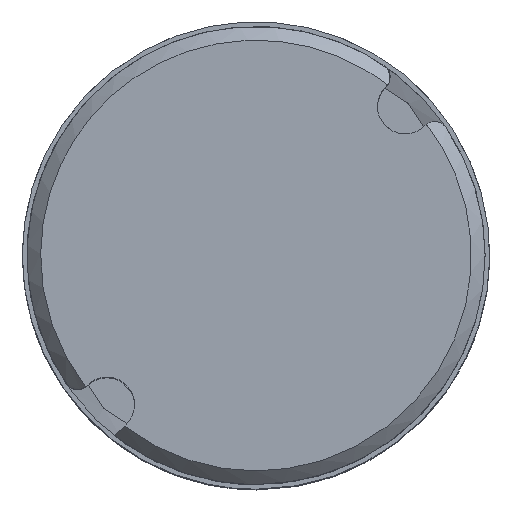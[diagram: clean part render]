
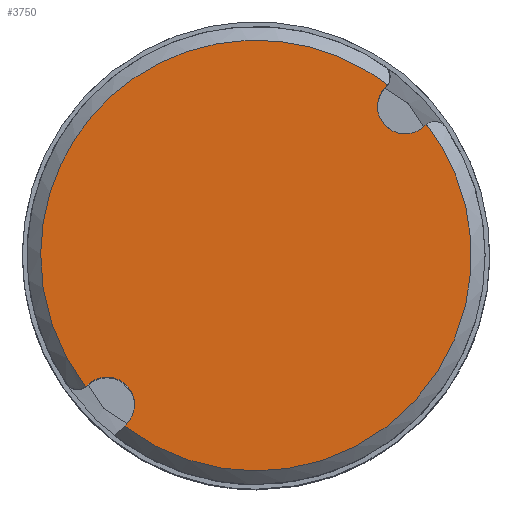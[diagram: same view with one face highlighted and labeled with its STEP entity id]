
A CAD part, top view. The second image highlights one B-rep face of the part: STEP entity #3750.
In plain terms, the highlighted free-form (B-spline) face has degree [1, 1] with [2, 2] control points.
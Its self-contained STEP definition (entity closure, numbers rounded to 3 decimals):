
#3637=CARTESIAN_POINT('',(4.7,4.7,0.));
#3638=CARTESIAN_POINT('',(4.7,-4.7,0.));
#3639=CARTESIAN_POINT('',(-4.7,4.7,0.));
#3640=CARTESIAN_POINT('',(-4.7,-4.7,0.));
#3641=B_SPLINE_SURFACE_WITH_KNOTS('',1,1,((#3637,#3638),(#3639,#3640)),.PLANE_SURF.,.F.,.F.,.U.,(2,2),(2,2),(0.03,0.97),(0.03,0.97),.UNSPECIFIED.);
#3642=CARTESIAN_POINT('',(3.686,2.838,0.));
#3643=VERTEX_POINT('',#3642);
#3644=CARTESIAN_POINT('',(3.723,2.869,0.));
#3645=VERTEX_POINT('',#3644);
#3646=CARTESIAN_POINT('',(3.686,2.838,0.));
#3647=CARTESIAN_POINT('',(3.703,2.855,0.));
#3648=CARTESIAN_POINT('',(3.723,2.869,0.));
#3649=(BOUNDED_CURVE()B_SPLINE_CURVE(2,(#3646,#3647,#3648),.UNSPECIFIED.,.F.,.U.)B_SPLINE_CURVE_WITH_KNOTS((3,3),(0.,0.101),.UNSPECIFIED.)CURVE()GEOMETRIC_REPRESENTATION_ITEM()RATIONAL_B_SPLINE_CURVE((1.,0.963,0.934))REPRESENTATION_ITEM(''));
#3650=EDGE_CURVE('',#3643,#3645,#3649,.T.);
#3651=ORIENTED_EDGE('',*,*,#3650,.F.);
#3652=CARTESIAN_POINT('',(3.677,2.828,0.));
#3653=VERTEX_POINT('',#3652);
#3654=CARTESIAN_POINT('',(3.677,2.828,0.));
#3655=CARTESIAN_POINT('',(3.686,2.838,0.));
#3656=B_SPLINE_CURVE_WITH_KNOTS('',1,(#3654,#3655),.POLYLINE_FORM.,.F.,.U.,(2,2),(0.622,0.636),.UNSPECIFIED.);
#3657=EDGE_CURVE('',#3653,#3643,#3656,.T.);
#3658=ORIENTED_EDGE('',*,*,#3657,.F.);
#3659=CARTESIAN_POINT('',(2.828,2.828,0.));
#3660=VERTEX_POINT('',#3659);
#3661=CARTESIAN_POINT('',(2.828,2.828,0.));
#3662=CARTESIAN_POINT('',(3.253,2.404,0.));
#3663=CARTESIAN_POINT('',(3.677,2.828,0.));
#3664=(BOUNDED_CURVE()B_SPLINE_CURVE(2,(#3661,#3662,#3663),.CIRCULAR_ARC.,.F.,.U.)B_SPLINE_CURVE_WITH_KNOTS((3,3),(0.,1.),.UNSPECIFIED.)CURVE()GEOMETRIC_REPRESENTATION_ITEM()RATIONAL_B_SPLINE_CURVE((1.,0.707,1.))REPRESENTATION_ITEM(''));
#3665=EDGE_CURVE('',#3660,#3653,#3664,.T.);
#3666=ORIENTED_EDGE('',*,*,#3665,.F.);
#3667=CARTESIAN_POINT('',(2.828,3.677,0.));
#3668=VERTEX_POINT('',#3667);
#3669=CARTESIAN_POINT('',(2.828,3.677,0.));
#3670=CARTESIAN_POINT('',(2.404,3.253,0.));
#3671=CARTESIAN_POINT('',(2.828,2.828,0.));
#3672=(BOUNDED_CURVE()B_SPLINE_CURVE(2,(#3669,#3670,#3671),.CIRCULAR_ARC.,.F.,.U.)B_SPLINE_CURVE_WITH_KNOTS((3,3),(0.,1.),.UNSPECIFIED.)CURVE()GEOMETRIC_REPRESENTATION_ITEM()RATIONAL_B_SPLINE_CURVE((1.,0.707,1.))REPRESENTATION_ITEM(''));
#3673=EDGE_CURVE('',#3668,#3660,#3672,.T.);
#3674=ORIENTED_EDGE('',*,*,#3673,.F.);
#3675=CARTESIAN_POINT('',(2.838,3.686,0.));
#3676=VERTEX_POINT('',#3675);
#3677=CARTESIAN_POINT('',(2.838,3.686,0.));
#3678=CARTESIAN_POINT('',(2.828,3.677,0.));
#3679=B_SPLINE_CURVE_WITH_KNOTS('',1,(#3677,#3678),.POLYLINE_FORM.,.F.,.U.,(2,2),(0.364,0.378),.UNSPECIFIED.);
#3680=EDGE_CURVE('',#3676,#3668,#3679,.T.);
#3681=ORIENTED_EDGE('',*,*,#3680,.F.);
#3682=CARTESIAN_POINT('',(2.869,3.723,0.));
#3683=VERTEX_POINT('',#3682);
#3684=CARTESIAN_POINT('',(2.838,3.686,0.));
#3685=CARTESIAN_POINT('',(2.855,3.703,0.));
#3686=CARTESIAN_POINT('',(2.869,3.723,0.));
#3687=(BOUNDED_CURVE()B_SPLINE_CURVE(2,(#3684,#3685,#3686),.UNSPECIFIED.,.F.,.U.)B_SPLINE_CURVE_WITH_KNOTS((3,3),(0.,0.101),.UNSPECIFIED.)CURVE()GEOMETRIC_REPRESENTATION_ITEM()RATIONAL_B_SPLINE_CURVE((1.,0.963,0.934))REPRESENTATION_ITEM(''));
#3688=EDGE_CURVE('',#3676,#3683,#3687,.T.);
#3689=ORIENTED_EDGE('',*,*,#3688,.T.);
#3690=CARTESIAN_POINT('',(-3.723,-2.869,0.));
#3691=VERTEX_POINT('',#3690);
#3692=CARTESIAN_POINT('',(-3.723,-2.869,0.));
#3693=CARTESIAN_POINT('',(-6.244,0.403,0.));
#3694=CARTESIAN_POINT('',(-3.323,3.323,0.));
#3695=CARTESIAN_POINT('',(-0.403,6.244,0.));
#3696=CARTESIAN_POINT('',(2.869,3.723,0.));
#3697=(BOUNDED_CURVE()B_SPLINE_CURVE(2,(#3692,#3693,#3694,#3695,#3696),.CIRCULAR_ARC.,.F.,.U.)B_SPLINE_CURVE_WITH_KNOTS((3,2,3),(0.,0.5,1.),.UNSPECIFIED.)CURVE()GEOMETRIC_REPRESENTATION_ITEM()RATIONAL_B_SPLINE_CURVE((1.,0.751,1.,0.751,1.))REPRESENTATION_ITEM(''));
#3698=EDGE_CURVE('',#3691,#3683,#3697,.T.);
#3699=ORIENTED_EDGE('',*,*,#3698,.F.);
#3700=CARTESIAN_POINT('',(-3.686,-2.838,0.));
#3701=VERTEX_POINT('',#3700);
#3702=CARTESIAN_POINT('',(-3.686,-2.838,0.));
#3703=CARTESIAN_POINT('',(-3.703,-2.855,0.));
#3704=CARTESIAN_POINT('',(-3.723,-2.869,0.));
#3705=(BOUNDED_CURVE()B_SPLINE_CURVE(2,(#3702,#3703,#3704),.UNSPECIFIED.,.F.,.U.)B_SPLINE_CURVE_WITH_KNOTS((3,3),(0.,0.101),.UNSPECIFIED.)CURVE()GEOMETRIC_REPRESENTATION_ITEM()RATIONAL_B_SPLINE_CURVE((1.,0.963,0.934))REPRESENTATION_ITEM(''));
#3706=EDGE_CURVE('',#3701,#3691,#3705,.T.);
#3707=ORIENTED_EDGE('',*,*,#3706,.F.);
#3708=CARTESIAN_POINT('',(-3.677,-2.828,0.));
#3709=VERTEX_POINT('',#3708);
#3710=CARTESIAN_POINT('',(-3.677,-2.828,0.));
#3711=CARTESIAN_POINT('',(-3.686,-2.838,0.));
#3712=B_SPLINE_CURVE_WITH_KNOTS('',1,(#3710,#3711),.POLYLINE_FORM.,.F.,.U.,(2,2),(0.622,0.636),.UNSPECIFIED.);
#3713=EDGE_CURVE('',#3709,#3701,#3712,.T.);
#3714=ORIENTED_EDGE('',*,*,#3713,.F.);
#3715=CARTESIAN_POINT('',(-2.828,-2.828,0.));
#3716=VERTEX_POINT('',#3715);
#3717=CARTESIAN_POINT('',(-2.828,-2.828,0.));
#3718=CARTESIAN_POINT('',(-3.253,-2.404,0.));
#3719=CARTESIAN_POINT('',(-3.677,-2.828,0.));
#3720=(BOUNDED_CURVE()B_SPLINE_CURVE(2,(#3717,#3718,#3719),.CIRCULAR_ARC.,.F.,.U.)B_SPLINE_CURVE_WITH_KNOTS((3,3),(0.,1.),.UNSPECIFIED.)CURVE()GEOMETRIC_REPRESENTATION_ITEM()RATIONAL_B_SPLINE_CURVE((1.,0.707,1.))REPRESENTATION_ITEM(''));
#3721=EDGE_CURVE('',#3716,#3709,#3720,.T.);
#3722=ORIENTED_EDGE('',*,*,#3721,.F.);
#3723=CARTESIAN_POINT('',(-2.828,-3.677,0.));
#3724=VERTEX_POINT('',#3723);
#3725=CARTESIAN_POINT('',(-2.828,-3.677,0.));
#3726=CARTESIAN_POINT('',(-2.404,-3.253,0.));
#3727=CARTESIAN_POINT('',(-2.828,-2.828,0.));
#3728=(BOUNDED_CURVE()B_SPLINE_CURVE(2,(#3725,#3726,#3727),.CIRCULAR_ARC.,.F.,.U.)B_SPLINE_CURVE_WITH_KNOTS((3,3),(0.,1.),.UNSPECIFIED.)CURVE()GEOMETRIC_REPRESENTATION_ITEM()RATIONAL_B_SPLINE_CURVE((1.,0.707,1.))REPRESENTATION_ITEM(''));
#3729=EDGE_CURVE('',#3724,#3716,#3728,.T.);
#3730=ORIENTED_EDGE('',*,*,#3729,.F.);
#3731=CARTESIAN_POINT('',(-2.872,-3.72,0.));
#3732=VERTEX_POINT('',#3731);
#3733=CARTESIAN_POINT('',(-2.872,-3.72,0.));
#3734=CARTESIAN_POINT('',(-2.828,-3.677,0.));
#3735=B_SPLINE_CURVE_WITH_KNOTS('',1,(#3733,#3734),.POLYLINE_FORM.,.F.,.U.,(2,2),(0.314,0.378),.UNSPECIFIED.);
#3736=EDGE_CURVE('',#3732,#3724,#3735,.T.);
#3737=ORIENTED_EDGE('',*,*,#3736,.F.);
#3738=CARTESIAN_POINT('',(-2.872,-3.72,0.));
#3739=CARTESIAN_POINT('',(-1.603,-4.7,0.));
#3740=CARTESIAN_POINT('',(0.,-4.7,0.));
#3741=CARTESIAN_POINT('',(4.7,-4.7,0.));
#3742=CARTESIAN_POINT('',(4.7,0.,0.));
#3743=CARTESIAN_POINT('',(4.7,1.601,0.));
#3744=CARTESIAN_POINT('',(3.723,2.869,0.));
#3745=(BOUNDED_CURVE()B_SPLINE_CURVE(2,(#3738,#3739,#3740,#3741,#3742,#3743,#3744),.CIRCULAR_ARC.,.F.,.U.)B_SPLINE_CURVE_WITH_KNOTS((3,2,2,3),(0.144,0.25,0.5,0.606),.UNSPECIFIED.)CURVE()GEOMETRIC_REPRESENTATION_ITEM()RATIONAL_B_SPLINE_CURVE((0.857,0.876,1.,0.707,1.,0.876,0.857))REPRESENTATION_ITEM(''));
#3746=EDGE_CURVE('',#3732,#3645,#3745,.T.);
#3747=ORIENTED_EDGE('',*,*,#3746,.T.);
#3748=EDGE_LOOP('',(#3651,#3658,#3666,#3674,#3681,#3689,#3699,#3707,#3714,#3722,#3730,#3737,#3747));
#3749=FACE_OUTER_BOUND('',#3748,.T.);
#3750=ADVANCED_FACE('',(#3749),#3641,.T.);
